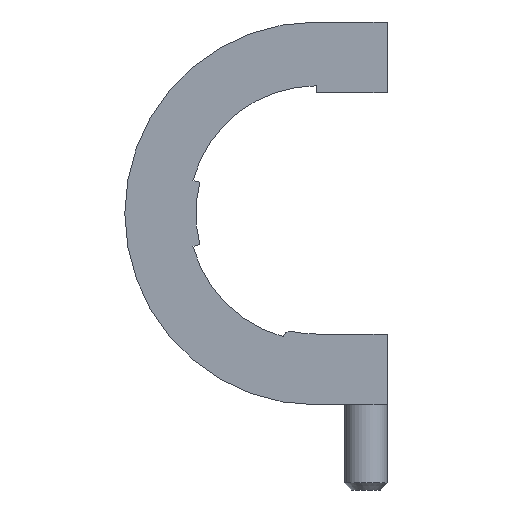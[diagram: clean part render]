
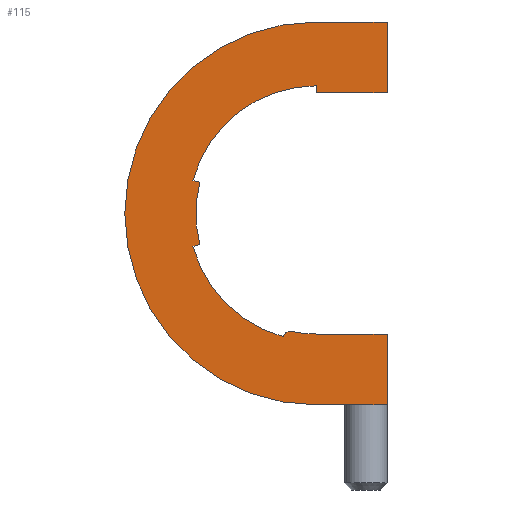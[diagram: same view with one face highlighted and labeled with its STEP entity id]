
A CAD part, front view. The second image highlights one B-rep face of the part: STEP entity #115.
In plain terms, the highlighted planar face has unit normal (0, -1, 0).
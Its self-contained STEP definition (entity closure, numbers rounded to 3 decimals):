
#83 = ORIENTED_EDGE ( 'NONE', *, *, #84, .F. ) ;
#84 = EDGE_CURVE ( 'NONE', #164, #87, #375, .T. ) ;
#86 = EDGE_CURVE ( 'NONE', #87, #235, #435, .T. ) ;
#87 = VERTEX_POINT ( 'NONE', #428 ) ;
#115 = ADVANCED_FACE ( 'NONE', ( #452 ), #451, .F. ) ;
#116 = EDGE_LOOP ( 'NONE', ( #117, #166, #169, #172, #175, #178, #151, #154, #157, #160, #163, #224, #227, #230, #233, #150, #83 ) ) ;
#117 = ORIENTED_EDGE ( 'NONE', *, *, #118, .T. ) ;
#118 = EDGE_CURVE ( 'NONE', #164, #165, #446, .T. ) ;
#150 = ORIENTED_EDGE ( 'NONE', *, *, #86, .F. ) ;
#151 = ORIENTED_EDGE ( 'NONE', *, *, #152, .F. ) ;
#152 = EDGE_CURVE ( 'NONE', #153, #180, #517, .T. ) ;
#153 = VERTEX_POINT ( 'NONE', #513 ) ;
#154 = ORIENTED_EDGE ( 'NONE', *, *, #155, .T. ) ;
#155 = EDGE_CURVE ( 'NONE', #153, #156, #512, .T. ) ;
#156 = VERTEX_POINT ( 'NONE', #507 ) ;
#157 = ORIENTED_EDGE ( 'NONE', *, *, #158, .F. ) ;
#158 = EDGE_CURVE ( 'NONE', #159, #156, #506, .T. ) ;
#159 = VERTEX_POINT ( 'NONE', #563 ) ;
#160 = ORIENTED_EDGE ( 'NONE', *, *, #161, .T. ) ;
#161 = EDGE_CURVE ( 'NONE', #159, #162, #562, .T. ) ;
#162 = VERTEX_POINT ( 'NONE', #558 ) ;
#163 = ORIENTED_EDGE ( 'NONE', *, *, #222, .T. ) ;
#164 = VERTEX_POINT ( 'NONE', #557 ) ;
#165 = VERTEX_POINT ( 'NONE', #556 ) ;
#166 = ORIENTED_EDGE ( 'NONE', *, *, #167, .T. ) ;
#167 = EDGE_CURVE ( 'NONE', #165, #168, #555, .T. ) ;
#168 = VERTEX_POINT ( 'NONE', #550 ) ;
#169 = ORIENTED_EDGE ( 'NONE', *, *, #170, .T. ) ;
#170 = EDGE_CURVE ( 'NONE', #168, #171, #549, .T. ) ;
#171 = VERTEX_POINT ( 'NONE', #545 ) ;
#172 = ORIENTED_EDGE ( 'NONE', *, *, #173, .T. ) ;
#173 = EDGE_CURVE ( 'NONE', #171, #174, #544, .T. ) ;
#174 = VERTEX_POINT ( 'NONE', #539 ) ;
#175 = ORIENTED_EDGE ( 'NONE', *, *, #176, .T. ) ;
#176 = EDGE_CURVE ( 'NONE', #174, #177, #538, .T. ) ;
#177 = VERTEX_POINT ( 'NONE', #534 ) ;
#178 = ORIENTED_EDGE ( 'NONE', *, *, #179, .T. ) ;
#179 = EDGE_CURVE ( 'NONE', #177, #180, #593, .T. ) ;
#180 = VERTEX_POINT ( 'NONE', #588 ) ;
#222 = EDGE_CURVE ( 'NONE', #162, #223, #692, .T. ) ;
#223 = VERTEX_POINT ( 'NONE', #688 ) ;
#224 = ORIENTED_EDGE ( 'NONE', *, *, #225, .F. ) ;
#225 = EDGE_CURVE ( 'NONE', #226, #223, #687, .T. ) ;
#226 = VERTEX_POINT ( 'NONE', #683 ) ;
#227 = ORIENTED_EDGE ( 'NONE', *, *, #228, .T. ) ;
#228 = EDGE_CURVE ( 'NONE', #226, #229, #682, .T. ) ;
#229 = VERTEX_POINT ( 'NONE', #677 ) ;
#230 = ORIENTED_EDGE ( 'NONE', *, *, #231, .F. ) ;
#231 = EDGE_CURVE ( 'NONE', #232, #229, #676, .T. ) ;
#232 = VERTEX_POINT ( 'NONE', #672 ) ;
#233 = ORIENTED_EDGE ( 'NONE', *, *, #234, .F. ) ;
#234 = EDGE_CURVE ( 'NONE', #235, #232, #671, .T. ) ;
#235 = VERTEX_POINT ( 'NONE', #667 ) ;
#372 = DIRECTION ( 'NONE',  ( 1., 0., 0. ) ) ;
#373 = VECTOR ( 'NONE', #372, 1000. ) ;
#374 = CARTESIAN_POINT ( 'NONE',  ( -67.439, 0., 0. ) ) ;
#375 = LINE ( 'NONE', #374, #373 ) ;
#428 = CARTESIAN_POINT ( 'NONE',  ( 10., 0., 0. ) ) ;
#429 = DIRECTION ( 'NONE',  ( 0., 0., -1. ) ) ;
#430 = VECTOR ( 'NONE', #429, 1000. ) ;
#431 = CARTESIAN_POINT ( 'NONE',  ( 10., 0., 13.52 ) ) ;
#435 = LINE ( 'NONE', #431, #430 ) ;
#442 = DIRECTION ( 'NONE',  ( 0., 0., 1. ) ) ;
#443 = DIRECTION ( 'NONE',  ( 0., 1., 0. ) ) ;
#444 = CARTESIAN_POINT ( 'NONE',  ( 0., 0., 17. ) ) ;
#445 = AXIS2_PLACEMENT_3D ( 'NONE', #444, #443, #442 ) ;
#446 = CIRCLE ( 'NONE', #445, 17. ) ;
#447 = DIRECTION ( 'NONE',  ( 0., 0., 1. ) ) ;
#448 = DIRECTION ( 'NONE',  ( 0., 1., 0. ) ) ;
#449 = CARTESIAN_POINT ( 'NONE',  ( -67.439, 0., 13.52 ) ) ;
#450 = AXIS2_PLACEMENT_3D ( 'NONE', #449, #448, #447 ) ;
#451 = PLANE ( 'NONE',  #450 ) ;
#452 = FACE_OUTER_BOUND ( 'NONE', #116, .T. ) ;
#503 = DIRECTION ( 'NONE',  ( 0., 0., 1. ) ) ;
#504 = VECTOR ( 'NONE', #503, 1000. ) ;
#505 = CARTESIAN_POINT ( 'NONE',  ( 0., 0., 13.52 ) ) ;
#506 = LINE ( 'NONE', #505, #504 ) ;
#507 = CARTESIAN_POINT ( 'NONE',  ( 0., 0., 35. ) ) ;
#508 = DIRECTION ( 'NONE',  ( 0., 0., 1. ) ) ;
#509 = DIRECTION ( 'NONE',  ( 0., 1., 0. ) ) ;
#510 = CARTESIAN_POINT ( 'NONE',  ( 0., 0., 17. ) ) ;
#511 = AXIS2_PLACEMENT_3D ( 'NONE', #510, #509, #508 ) ;
#512 = CIRCLE ( 'NONE', #511, 18. ) ;
#513 = CARTESIAN_POINT ( 'NONE',  ( -17.387, 0., 21.659 ) ) ;
#514 = DIRECTION ( 'NONE',  ( 0.966, 0., -0.259 ) ) ;
#515 = VECTOR ( 'NONE', #514, 1000. ) ;
#516 = CARTESIAN_POINT ( 'NONE',  ( -62.052, 0., 33.627 ) ) ;
#517 = LINE ( 'NONE', #516, #515 ) ;
#534 = CARTESIAN_POINT ( 'NONE',  ( -16.421, 0., 12.6 ) ) ;
#535 = DIRECTION ( 'NONE',  ( 0.966, 0., 0.259 ) ) ;
#536 = VECTOR ( 'NONE', #535, 1000. ) ;
#537 = CARTESIAN_POINT ( 'NONE',  ( -63.792, 0., -0.093 ) ) ;
#538 = LINE ( 'NONE', #537, #536 ) ;
#539 = CARTESIAN_POINT ( 'NONE',  ( -17.387, 0., 12.341 ) ) ;
#540 = DIRECTION ( 'NONE',  ( 0., 0., 1. ) ) ;
#541 = DIRECTION ( 'NONE',  ( 0., 1., 0. ) ) ;
#542 = CARTESIAN_POINT ( 'NONE',  ( 0., 0., 17. ) ) ;
#543 = AXIS2_PLACEMENT_3D ( 'NONE', #542, #541, #540 ) ;
#544 = CIRCLE ( 'NONE', #543, 18. ) ;
#545 = CARTESIAN_POINT ( 'NONE',  ( -4.659, 0., -0.387 ) ) ;
#546 = DIRECTION ( 'NONE',  ( -0.259, 0., -0.966 ) ) ;
#547 = VECTOR ( 'NONE', #546, 1000. ) ;
#548 = CARTESIAN_POINT ( 'NONE',  ( -5.388, 0., -3.107 ) ) ;
#549 = LINE ( 'NONE', #548, #547 ) ;
#550 = CARTESIAN_POINT ( 'NONE',  ( -4.652, 0., -0.36 ) ) ;
#551 = DIRECTION ( 'NONE',  ( 0., 0., 1. ) ) ;
#552 = DIRECTION ( 'NONE',  ( 0., -1., 0. ) ) ;
#553 = CARTESIAN_POINT ( 'NONE',  ( -3.686, 0., -0.619 ) ) ;
#554 = AXIS2_PLACEMENT_3D ( 'NONE', #553, #552, #551 ) ;
#555 = CIRCLE ( 'NONE', #554, 1. ) ;
#556 = CARTESIAN_POINT ( 'NONE',  ( -3.481, 0., 0.36 ) ) ;
#557 = CARTESIAN_POINT ( 'NONE',  ( 0., 0., 0. ) ) ;
#558 = CARTESIAN_POINT ( 'NONE',  ( 10., 0., 34. ) ) ;
#559 = DIRECTION ( 'NONE',  ( 1., 0., 0. ) ) ;
#560 = VECTOR ( 'NONE', #559, 1000. ) ;
#561 = CARTESIAN_POINT ( 'NONE',  ( -67.439, 0., 34. ) ) ;
#562 = LINE ( 'NONE', #561, #560 ) ;
#563 = CARTESIAN_POINT ( 'NONE',  ( 0., 0., 34. ) ) ;
#588 = CARTESIAN_POINT ( 'NONE',  ( -16.421, 0., 21.4 ) ) ;
#589 = DIRECTION ( 'NONE',  ( 0., 0., 1. ) ) ;
#590 = DIRECTION ( 'NONE',  ( 0., 1., 0. ) ) ;
#591 = CARTESIAN_POINT ( 'NONE',  ( 0., 0., 17. ) ) ;
#592 = AXIS2_PLACEMENT_3D ( 'NONE', #591, #590, #589 ) ;
#593 = CIRCLE ( 'NONE', #592, 17. ) ;
#667 = CARTESIAN_POINT ( 'NONE',  ( 10., 0., -10. ) ) ;
#668 = DIRECTION ( 'NONE',  ( -1., 0., 0. ) ) ;
#669 = VECTOR ( 'NONE', #668, 1000. ) ;
#670 = CARTESIAN_POINT ( 'NONE',  ( 5., 0., -10. ) ) ;
#671 = LINE ( 'NONE', #670, #669 ) ;
#672 = CARTESIAN_POINT ( 'NONE',  ( 7., 0., -10. ) ) ;
#673 = DIRECTION ( 'NONE',  ( -1., 0., 0. ) ) ;
#674 = VECTOR ( 'NONE', #673, 1000. ) ;
#675 = CARTESIAN_POINT ( 'NONE',  ( 5., 0., -10. ) ) ;
#676 = LINE ( 'NONE', #675, #674 ) ;
#677 = CARTESIAN_POINT ( 'NONE',  ( 0., 0., -10. ) ) ;
#678 = DIRECTION ( 'NONE',  ( 0., 0., 1. ) ) ;
#679 = DIRECTION ( 'NONE',  ( 0., -1., 0. ) ) ;
#680 = CARTESIAN_POINT ( 'NONE',  ( 0., 0., 17. ) ) ;
#681 = AXIS2_PLACEMENT_3D ( 'NONE', #680, #679, #678 ) ;
#682 = CIRCLE ( 'NONE', #681, 27. ) ;
#683 = CARTESIAN_POINT ( 'NONE',  ( 0., 0., 44. ) ) ;
#684 = DIRECTION ( 'NONE',  ( 1., 0., 0. ) ) ;
#685 = VECTOR ( 'NONE', #684, 1000. ) ;
#686 = CARTESIAN_POINT ( 'NONE',  ( -67.439, 0., 44. ) ) ;
#687 = LINE ( 'NONE', #686, #685 ) ;
#688 = CARTESIAN_POINT ( 'NONE',  ( 10., 0., 44. ) ) ;
#689 = DIRECTION ( 'NONE',  ( 0., 0., 1. ) ) ;
#690 = VECTOR ( 'NONE', #689, 1000. ) ;
#691 = CARTESIAN_POINT ( 'NONE',  ( 10., 0., 13.52 ) ) ;
#692 = LINE ( 'NONE', #691, #690 ) ;
